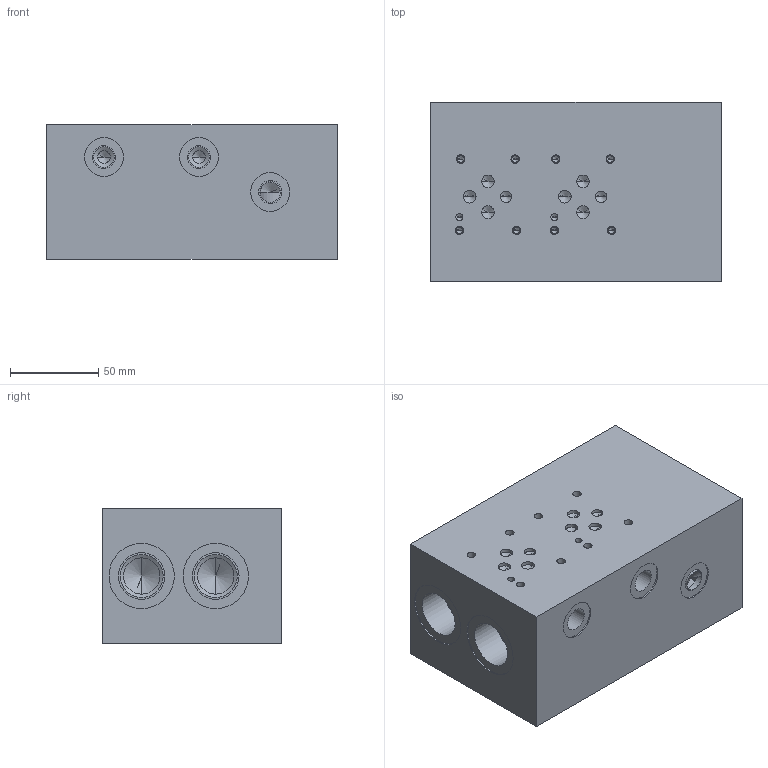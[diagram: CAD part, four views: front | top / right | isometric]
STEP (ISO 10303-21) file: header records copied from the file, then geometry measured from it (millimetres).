
FILE_DESCRIPTION((''),'2;1');
FILE_NAME('AD03PB022B.stp','2008-10-13T11:04:41',('juliea'),(''),'Autodesk Inventor 2009','Autodesk Inventor 2009','');
FILE_SCHEMA(('AUTOMOTIVE_DESIGN { 1 0 10303 214 1 1 1 1 }'));
Length unit declared in the file: millimetre
Products named in the file (1): AD03PB022B
Bounding box: 165.1 x 101.6 x 76.2 mm (x, y, z)
Volume: 1086775.1 mm3; surface area: 108531.1 mm2
Topology: 1 solids, 6 shells, 226 faces, 474 edges, 265 vertices
Faces by surface type: cylinder 89, cone 89, plane 48
Full cylindrical faces by diameter (mm): 3.785 x8, 3.962 x2, 4.826 x8, 6.35 x2, 7.137 x10, 7.925 x4, 9.525 x4, 11.684 x5, 13.157 x5, 17.475 x2, 18.923 x4, 20.625 x4, 20.955 x4, 22.123 x5, 24.409 x6, 26.441 x6, 30.683 x4, 37.109 x4, 42.875 x2
Entity records: 5020 total; most frequent: DIRECTION 960, CARTESIAN_POINT 788, ORIENTED_EDGE 602, AXIS2_PLACEMENT_3D 437, EDGE_LOOP 404, EDGE_CURVE 301, VERTEX_POINT 265, FACE_OUTER_BOUND 221
